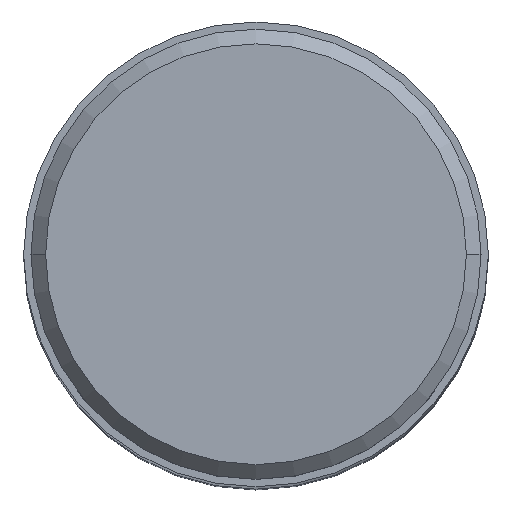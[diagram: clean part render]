
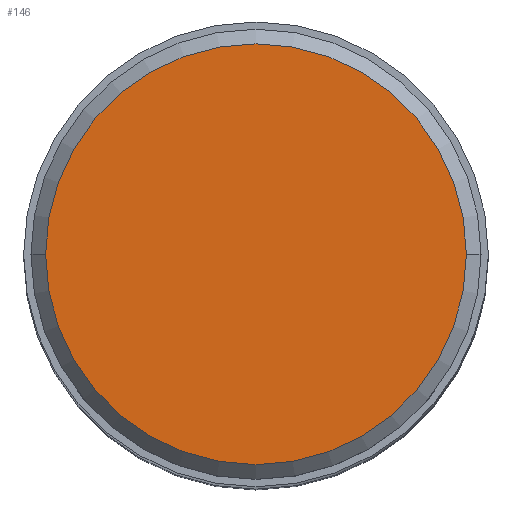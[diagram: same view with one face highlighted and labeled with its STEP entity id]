
A CAD part, top view. The second image highlights one B-rep face of the part: STEP entity #146.
In plain terms, the highlighted planar face has unit normal (0, 0, 1).
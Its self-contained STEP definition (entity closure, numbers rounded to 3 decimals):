
#31=PLANE('',#1352);
#146=ADVANCED_FACE('',(#286),#31,.F.);
#286=FACE_OUTER_BOUND('',#358,.T.);
#358=EDGE_LOOP('',(#624,#625));
#624=ORIENTED_EDGE('',*,*,#846,.T.);
#625=ORIENTED_EDGE('',*,*,#845,.T.);
#708=VERTEX_POINT('',#2858);
#709=VERTEX_POINT('',#2860);
#845=EDGE_CURVE('',#708,#709,#1022,.T.);
#846=EDGE_CURVE('',#709,#708,#1023,.T.);
#1022=CIRCLE('',#1349,14.375);
#1023=CIRCLE('',#1351,14.375);
#1349=AXIS2_PLACEMENT_3D('',#2861,#1658,#1659);
#1351=AXIS2_PLACEMENT_3D('',#2863,#1662,#1663);
#1352=AXIS2_PLACEMENT_3D('',#2864,#1664,#1665);
#1658=DIRECTION('',(0.,0.,1.));
#1659=DIRECTION('',(-1.,0.,0.));
#1662=DIRECTION('',(0.,0.,1.));
#1663=DIRECTION('',(1.,0.,0.));
#1664=DIRECTION('',(0.,0.,-1.));
#1665=DIRECTION('',(-1.,0.,0.));
#2858=CARTESIAN_POINT('',(-14.375,0.,0.));
#2860=CARTESIAN_POINT('',(14.375,0.,0.));
#2861=CARTESIAN_POINT('',(0.,0.,0.));
#2863=CARTESIAN_POINT('',(0.,0.,0.));
#2864=CARTESIAN_POINT('',(0.,0.,0.));
